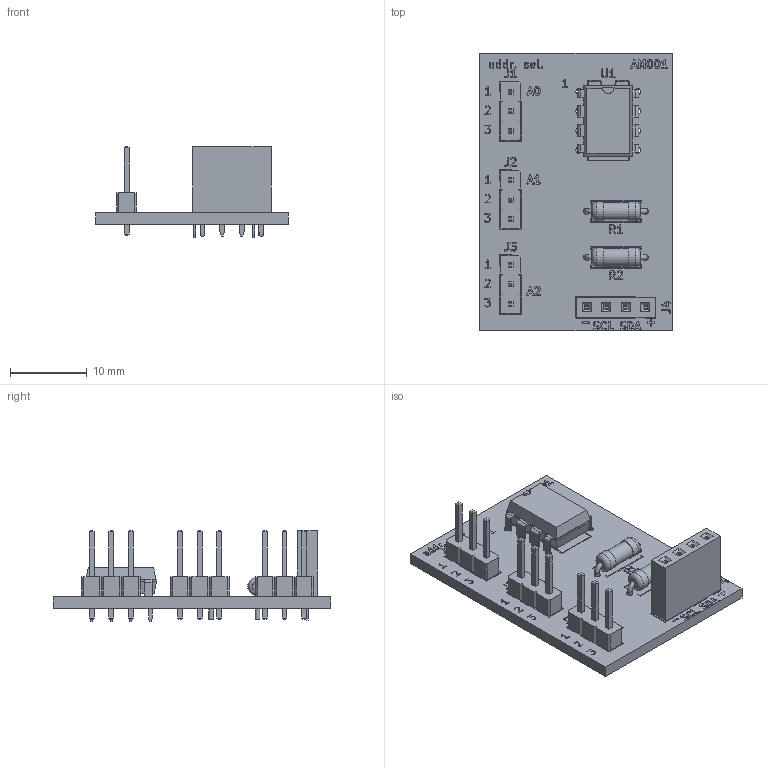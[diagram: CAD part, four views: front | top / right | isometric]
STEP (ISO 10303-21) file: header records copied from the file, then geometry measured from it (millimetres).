
FILE_DESCRIPTION(('KiCad electronic assembly'),'2;1');
FILE_NAME('eeprom_i2c.step','2025-03-02T09:18:32',('Pcbnew'),('Kicad'), 'Open CASCADE STEP processor 7.8','KiCad to STEP converter','Unknown' );
FILE_SCHEMA(('AUTOMOTIVE_DESIGN { 1 0 10303 214 1 1 1 1 }'));
Length unit declared in the file: millimetre
Products named in the file (7): eeprom_i2c 1; R_Axial_DIN0207_L6.3mm_D2.5mm_P7.62mm_Horizontal; PinHeader_1x03_P2.54mm_Vertical; PinSocket_1x04_P2.54mm_Vertical; DIP-8_W7.62mm; eeprom_i2c_silkscreen; eeprom_i2c_PCB
Assembly tree (9 placements, depth 2):
  eeprom_i2c 1
    R_Axial_DIN0207_L6.3mm_D2.5mm_P7.62mm_Horizontal  x2
    PinHeader_1x03_P2.54mm_Vertical  x3
    PinSocket_1x04_P2.54mm_Vertical
    DIP-8_W7.62mm
    eeprom_i2c_silkscreen
    eeprom_i2c_PCB
Bounding box: 25 x 36 x 11.84 mm (x, y, z)
Volume: 1962 mm3; surface area: 3374.2 mm2
Topology: 8 solids, 73 shells, 616 faces, 2494 edges, 1993 vertices
Faces by surface type: plane 536, cylinder 52, bspline 20, torus 8
Full cylindrical faces by diameter (mm): 0.6 x4, 0.8 x12, 1 x13, 2.25 x2, 2.5 x4
Entity records: 25793 total; most frequent: CARTESIAN_POINT 5033, DIRECTION 3348, ORIENTED_EDGE 3093, EDGE_CURVE 2111, VERTEX_POINT 1755, LINE 1710, VECTOR 1710, AXIS2_PLACEMENT_3D 819
